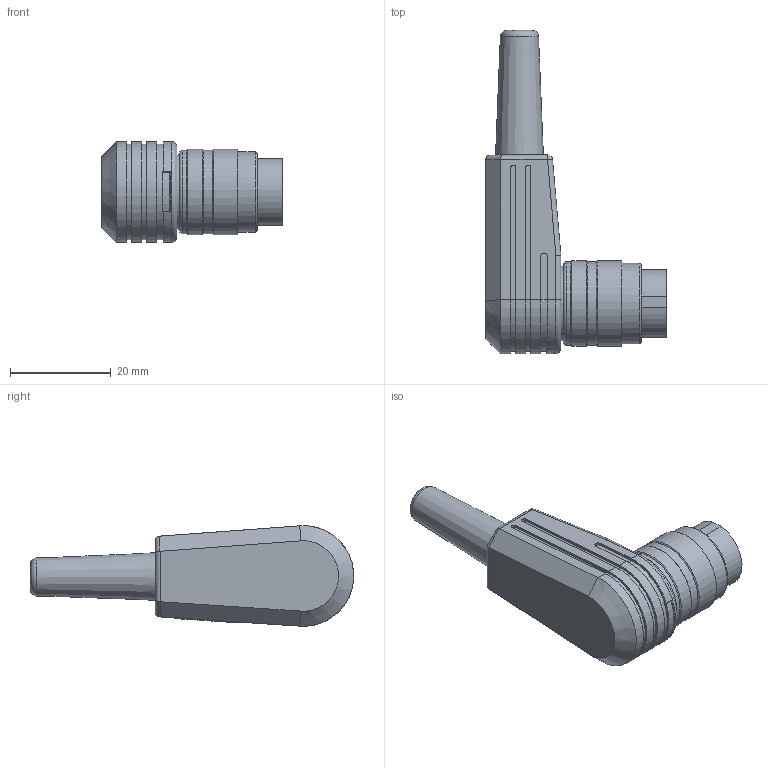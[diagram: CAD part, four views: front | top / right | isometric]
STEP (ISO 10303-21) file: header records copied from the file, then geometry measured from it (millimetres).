
FILE_DESCRIPTION(/* description */ (''),/* implementation_level */ '2;1');
FILE_NAME(/* name */ 't 3360 005 unxc001-01.stp',/* time_stamp */ '2019-07-08T16:26:47+02:00',/* author */ (''),/* organization */ (''),/* preprocessor_version */ 'ST-DEVELOPER v16.7',/* originating_system */ 'SIEMENS PLM Software NX 12.0',/* authorisation */ '');
FILE_SCHEMA (('AUTOMOTIVE_DESIGN { 1 0 10303 214 3 1 1 1 }'));
Length unit declared in the file: millimetre
Products named in the file (1): t 3360 005 unxc001-01
Bounding box: 36 x 64.28 x 19.95 mm (x, y, z)
Volume: 14076 mm3; surface area: 6279.1 mm2
Topology: 1 solids, 1 shells, 289 faces, 725 edges, 470 vertices
Faces by surface type: plane 180, cylinder 64, cone 20, bspline 17, extrusion 8
Full cylindrical faces by diameter (mm): 1.475 x5, 1.82 x5, 3 x1, 5 x1, 14.9 x1, 15.5 x1, 16 x1, 16.6 x2, 17 x2
Entity records: 8664 total; most frequent: CARTESIAN_POINT 1966, DIRECTION 1336, ORIENTED_EDGE 1298, EDGE_CURVE 649, VERTEX_POINT 447, AXIS2_PLACEMENT_3D 446, VECTOR 444, LINE 436
